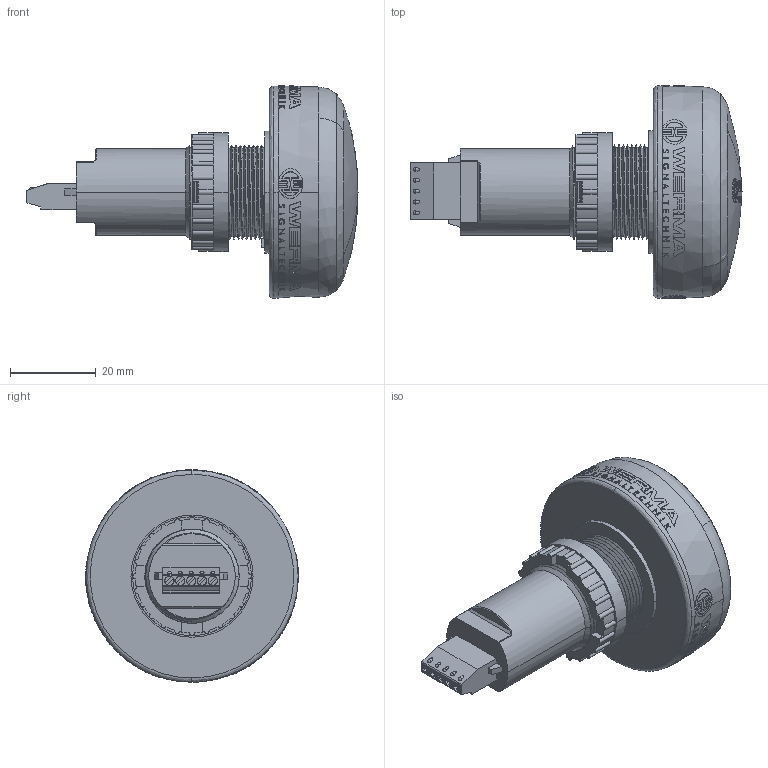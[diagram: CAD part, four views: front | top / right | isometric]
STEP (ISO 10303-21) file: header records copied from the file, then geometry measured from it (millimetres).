
FILE_DESCRIPTION (( 'STEP AP214' ), '1' );
FILE_NAME ('45010055.step', '2018-02-26T17:00:40', ( '' ), ( '' ), 'SwSTEP 2.0', 'SolidWorks 2017', '' );
FILE_SCHEMA (( 'AUTOMOTIVE_DESIGN' ));
Length unit declared in the file: inch
Products named in the file (1): 45010055
Bounding box: 77.5 x 49.68 x 49.59 mm (x, y, z)
Volume: 51836.1 mm3; surface area: 16631.3 mm2
Topology: 2 solids, 2 shells, 1335 faces, 3637 edges, 2407 vertices
Faces by surface type: plane 840, cylinder 357, cone 81, bspline 57
Entity records: 55671 total; most frequent: CARTESIAN_POINT 23191, ORIENTED_EDGE 7274, DIRECTION 5618, EDGE_CURVE 3637, VERTEX_POINT 2407, AXIS2_PLACEMENT_3D 2056, LINE 1506, VECTOR 1506
